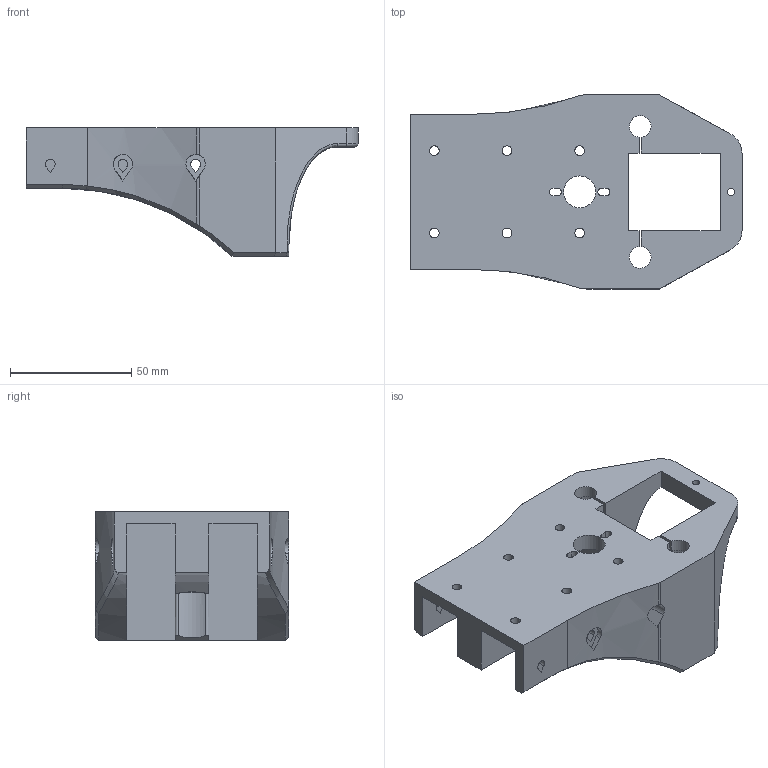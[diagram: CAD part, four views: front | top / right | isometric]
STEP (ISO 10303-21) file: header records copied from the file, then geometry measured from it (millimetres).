
FILE_DESCRIPTION(('FreeCAD Model'),'2;1');
FILE_NAME('Zcarriage_4S_2P.step','2015-09-16T13:46:46',('Author'),(''), 'Open CASCADE STEP processor 6.8','FreeCAD','Unknown');
FILE_SCHEMA(('AUTOMOTIVE_DESIGN_CC2 { 1 2 10303 214 -1 1 5 4 }'));
Length unit declared in the file: millimetre
Products named in the file (2): ASSEMBLY; Zcarriage
Assembly tree (1 placements, depth 2):
  ASSEMBLY
    Zcarriage
Bounding box: 137 x 80 x 53 mm (x, y, z)
Volume: 147416.3 mm3; surface area: 49247.4 mm2
Topology: 1 solids, 1 shells, 143 faces, 441 edges, 299 vertices
Faces by surface type: plane 78, cylinder 51, bspline 6, cone 4, extrusion 2, torus 2
Full cylindrical faces by diameter (mm): 3 x1, 4 x6, 13.2 x1
Entity records: 29177 total; most frequent: CARTESIAN_POINT 20960, DIRECTION 1372, ORIENTED_EDGE 878, PCURVE 878, DEFINITIONAL_REPRESENTATION 878, VECTOR 781, LINE 779, EDGE_CURVE 439
